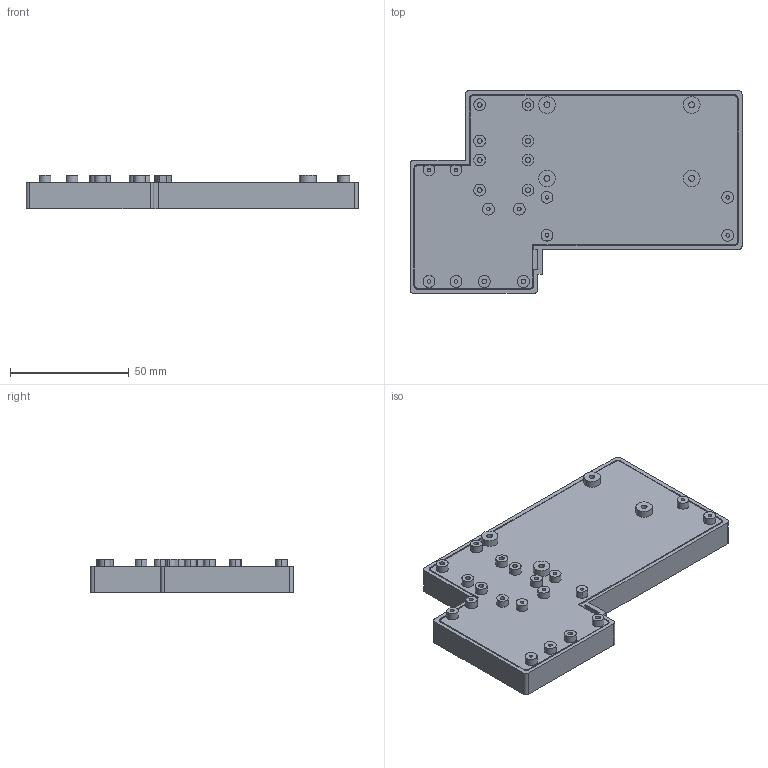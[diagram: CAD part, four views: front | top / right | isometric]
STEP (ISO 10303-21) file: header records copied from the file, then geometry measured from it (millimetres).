
FILE_DESCRIPTION (( 'STEP AP214' ), '1' );
FILE_NAME ('dev_kit_mounting_plate.step', '2025-09-20T01:01:03', ( '' ), ( '' ), 'SwSTEP 2.0', 'SolidWorks 2022', '' );
FILE_SCHEMA (( 'AUTOMOTIVE_DESIGN' ));
Length unit declared in the file: millimetre
Products named in the file (1): dev_kit_mounting_plate
Bounding box: 139.92 x 85.44 x 14 mm (x, y, z)
Volume: 52019.5 mm3; surface area: 48262.6 mm2
Topology: 2 solids, 2 shells, 207 faces, 527 edges, 346 vertices
Faces by surface type: cylinder 122, plane 79, cone 6
Entity records: 6486 total; most frequent: DIRECTION 1193, CARTESIAN_POINT 1081, ORIENTED_EDGE 1054, EDGE_CURVE 527, AXIS2_PLACEMENT_3D 458, VERTEX_POINT 346, EDGE_LOOP 279, LINE 277
